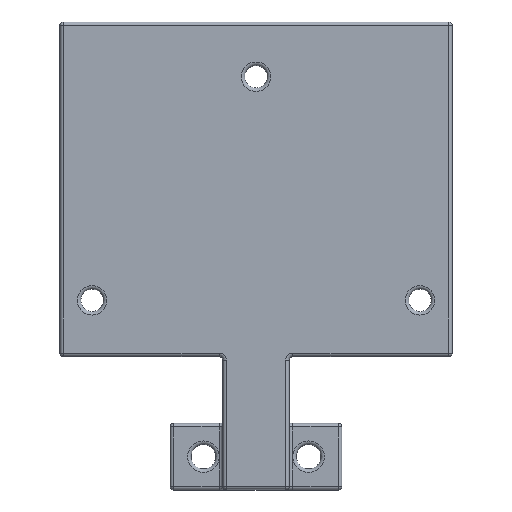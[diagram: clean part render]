
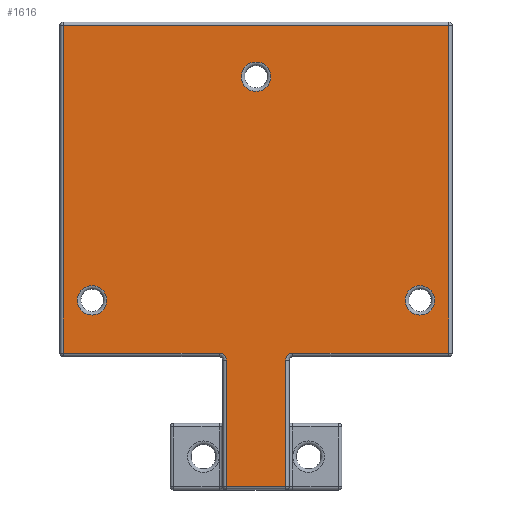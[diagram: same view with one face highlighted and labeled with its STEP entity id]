
A CAD part, top view. The second image highlights one B-rep face of the part: STEP entity #1616.
In plain terms, the highlighted planar face has unit normal (0, 0, 1).
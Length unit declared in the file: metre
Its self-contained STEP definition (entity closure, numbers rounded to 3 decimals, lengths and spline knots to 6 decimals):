
#163=LINE('',#2747,#261);
#164=LINE('',#2750,#262);
#165=LINE('',#2752,#263);
#166=LINE('',#2754,#264);
#167=LINE('',#2756,#265);
#168=LINE('',#2760,#266);
#169=LINE('',#2762,#267);
#170=LINE('',#2764,#268);
#261=VECTOR('',#2102,1.);
#262=VECTOR('',#2103,1.);
#263=VECTOR('',#2104,1.);
#264=VECTOR('',#2105,1.);
#265=VECTOR('',#2106,1.);
#266=VECTOR('',#2109,1.);
#267=VECTOR('',#2110,1.);
#268=VECTOR('',#2111,1.);
#373=ORIENTED_EDGE('',*,*,#841,.T.);
#374=ORIENTED_EDGE('',*,*,#842,.T.);
#375=ORIENTED_EDGE('',*,*,#843,.T.);
#376=ORIENTED_EDGE('',*,*,#844,.T.);
#377=ORIENTED_EDGE('',*,*,#845,.T.);
#378=ORIENTED_EDGE('',*,*,#846,.T.);
#379=ORIENTED_EDGE('',*,*,#847,.T.);
#380=ORIENTED_EDGE('',*,*,#848,.T.);
#381=ORIENTED_EDGE('',*,*,#849,.F.);
#382=ORIENTED_EDGE('',*,*,#850,.T.);
#383=ORIENTED_EDGE('',*,*,#851,.T.);
#384=ORIENTED_EDGE('',*,*,#852,.T.);
#385=ORIENTED_EDGE('',*,*,#853,.F.);
#841=EDGE_CURVE('',#1073,#1073,#1161,.F.);
#842=EDGE_CURVE('',#1074,#1074,#1162,.F.);
#843=EDGE_CURVE('',#1075,#1075,#1163,.F.);
#844=EDGE_CURVE('',#1076,#1077,#163,.F.);
#845=EDGE_CURVE('',#1077,#1078,#164,.T.);
#846=EDGE_CURVE('',#1078,#1079,#165,.T.);
#847=EDGE_CURVE('',#1079,#1080,#166,.F.);
#848=EDGE_CURVE('',#1080,#1081,#167,.F.);
#849=EDGE_CURVE('',#1082,#1081,#1164,.T.);
#850=EDGE_CURVE('',#1082,#1083,#168,.T.);
#851=EDGE_CURVE('',#1083,#1084,#169,.F.);
#852=EDGE_CURVE('',#1084,#1085,#170,.F.);
#853=EDGE_CURVE('',#1076,#1085,#1165,.T.);
#1073=VERTEX_POINT('',#2742);
#1074=VERTEX_POINT('',#2744);
#1075=VERTEX_POINT('',#2746);
#1076=VERTEX_POINT('',#2748);
#1077=VERTEX_POINT('',#2749);
#1078=VERTEX_POINT('',#2751);
#1079=VERTEX_POINT('',#2753);
#1080=VERTEX_POINT('',#2755);
#1081=VERTEX_POINT('',#2757);
#1082=VERTEX_POINT('',#2759);
#1083=VERTEX_POINT('',#2761);
#1084=VERTEX_POINT('',#2763);
#1085=VERTEX_POINT('',#2765);
#1161=CIRCLE('',#1763,0.0021);
#1162=CIRCLE('',#1764,0.0021);
#1163=CIRCLE('',#1765,0.0021);
#1164=CIRCLE('',#1766,0.001);
#1165=CIRCLE('',#1767,0.001);
#1298=EDGE_LOOP('',(#373));
#1299=EDGE_LOOP('',(#374));
#1300=EDGE_LOOP('',(#375));
#1301=EDGE_LOOP('',(#376,#377,#378,#379,#380,#381,#382,#383,#384,#385));
#1450=FACE_BOUND('',#1298,.T.);
#1451=FACE_BOUND('',#1299,.T.);
#1452=FACE_BOUND('',#1300,.T.);
#1453=FACE_BOUND('',#1301,.T.);
#1596=PLANE('',#1762);
#1616=ADVANCED_FACE('',(#1450,#1451,#1452,#1453),#1596,.T.);
#1762=AXIS2_PLACEMENT_3D('',#2740,#2094,#2095);
#1763=AXIS2_PLACEMENT_3D('',#2741,#2096,#2097);
#1764=AXIS2_PLACEMENT_3D('',#2743,#2098,#2099);
#1765=AXIS2_PLACEMENT_3D('',#2745,#2100,#2101);
#1766=AXIS2_PLACEMENT_3D('',#2758,#2107,#2108);
#1767=AXIS2_PLACEMENT_3D('',#2766,#2112,#2113);
#2094=DIRECTION('',(0.,0.,1.));
#2095=DIRECTION('',(1.,0.,0.));
#2096=DIRECTION('',(0.,0.,1.));
#2097=DIRECTION('',(1.,0.,0.));
#2098=DIRECTION('',(0.,0.,1.));
#2099=DIRECTION('',(1.,0.,0.));
#2100=DIRECTION('',(0.,0.,1.));
#2101=DIRECTION('',(1.,0.,0.));
#2102=DIRECTION('',(-1.,0.,0.));
#2103=DIRECTION('',(0.,1.,0.));
#2104=DIRECTION('',(-1.,0.,0.));
#2105=DIRECTION('',(0.,1.,0.));
#2106=DIRECTION('',(-1.,0.,0.));
#2107=DIRECTION('',(0.,0.,1.));
#2108=DIRECTION('',(1.,0.,0.));
#2109=DIRECTION('',(0.,-1.,0.));
#2110=DIRECTION('',(-1.,0.,0.));
#2111=DIRECTION('',(0.,-1.,0.));
#2112=DIRECTION('',(0.,0.,1.));
#2113=DIRECTION('',(1.,0.,0.));
#2740=CARTESIAN_POINT('',(0.,0.,0.026));
#2741=CARTESIAN_POINT('',(0.0234,0.02227,0.026));
#2742=CARTESIAN_POINT('',(0.0255,0.02227,0.026));
#2743=CARTESIAN_POINT('',(0.,0.05419,0.026));
#2744=CARTESIAN_POINT('',(0.0021,0.05419,0.026));
#2745=CARTESIAN_POINT('',(-0.0234,0.02227,0.026));
#2746=CARTESIAN_POINT('',(-0.0213,0.02227,0.026));
#2747=CARTESIAN_POINT('',(0.028,0.01475,0.026));
#2748=CARTESIAN_POINT('',(0.00525,0.01475,0.026));
#2749=CARTESIAN_POINT('',(0.0275,0.01475,0.026));
#2750=CARTESIAN_POINT('',(0.0275,0.,0.026));
#2751=CARTESIAN_POINT('',(0.0275,0.0615,0.026));
#2752=CARTESIAN_POINT('',(0.,0.0615,0.026));
#2753=CARTESIAN_POINT('',(-0.0275,0.0615,0.026));
#2754=CARTESIAN_POINT('',(-0.0275,0.01425,0.026));
#2755=CARTESIAN_POINT('',(-0.0275,0.01475,0.026));
#2756=CARTESIAN_POINT('',(-0.00475,0.01475,0.026));
#2757=CARTESIAN_POINT('',(-0.00525,0.01475,0.026));
#2758=CARTESIAN_POINT('',(-0.00525,0.01375,0.026));
#2759=CARTESIAN_POINT('',(-0.00425,0.01375,0.026));
#2760=CARTESIAN_POINT('',(-0.00425,-0.00475,0.026));
#2761=CARTESIAN_POINT('',(-0.00425,-0.00425,0.026));
#2762=CARTESIAN_POINT('',(0.,-0.00425,0.026));
#2763=CARTESIAN_POINT('',(0.00425,-0.00425,0.026));
#2764=CARTESIAN_POINT('',(0.00425,0.,0.026));
#2765=CARTESIAN_POINT('',(0.00425,0.01375,0.026));
#2766=CARTESIAN_POINT('',(0.00525,0.01375,0.026));
